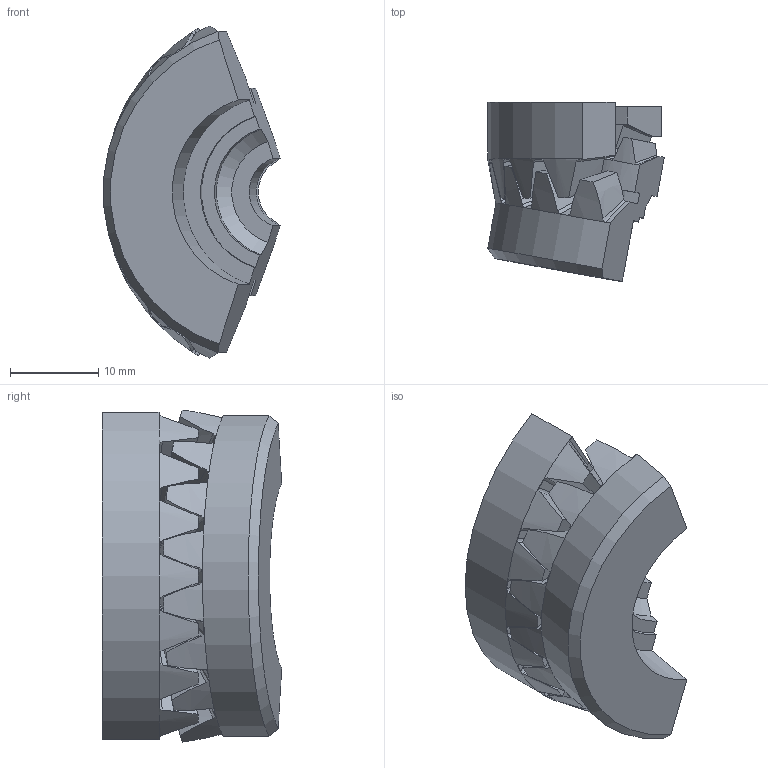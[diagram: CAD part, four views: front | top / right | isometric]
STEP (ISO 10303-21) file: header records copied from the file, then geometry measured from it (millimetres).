
FILE_DESCRIPTION((''),'2;1');
FILE_NAME('PCT12108GPROVA2_ASM','2015-10-01T',('S.Ellero'),(''),'PRO/ENGINEER BY PARAMETRIC TECHNOLOGY CORPORATION, 2011490','PRO/ENGINEER BY PARAMETRIC TECHNOLOGY CORPORATION, 2011490','');
FILE_SCHEMA(('CONFIG_CONTROL_DESIGN'));
Length unit declared in the file: millimetre
Products named in the file (4): PCT12108P104; PCT12108P102; NUTATING_SW0004; PCT12108GPROVA2_ASM
Assembly tree (3 placements, depth 2):
  PCT12108GPROVA2_ASM
    PCT12108P104
    PCT12108P102
    NUTATING_SW0004
Bounding box: 19.99 x 20.31 x 37.61 mm (x, y, z)
Volume: 6762 mm3; surface area: 4676.7 mm2
Topology: 3 solids, 3 shells, 255 faces, 697 edges, 479 vertices
Faces by surface type: bspline 154, cone 73, plane 17, cylinder 11
Entity records: 12271 total; most frequent: CARTESIAN_POINT 6703, ORIENTED_EDGE 1342, DIRECTION 764, EDGE_CURVE 671, VERTEX_POINT 422, B_SPLINE_CURVE_WITH_KNOTS 347, VECTOR 256, LINE 256
